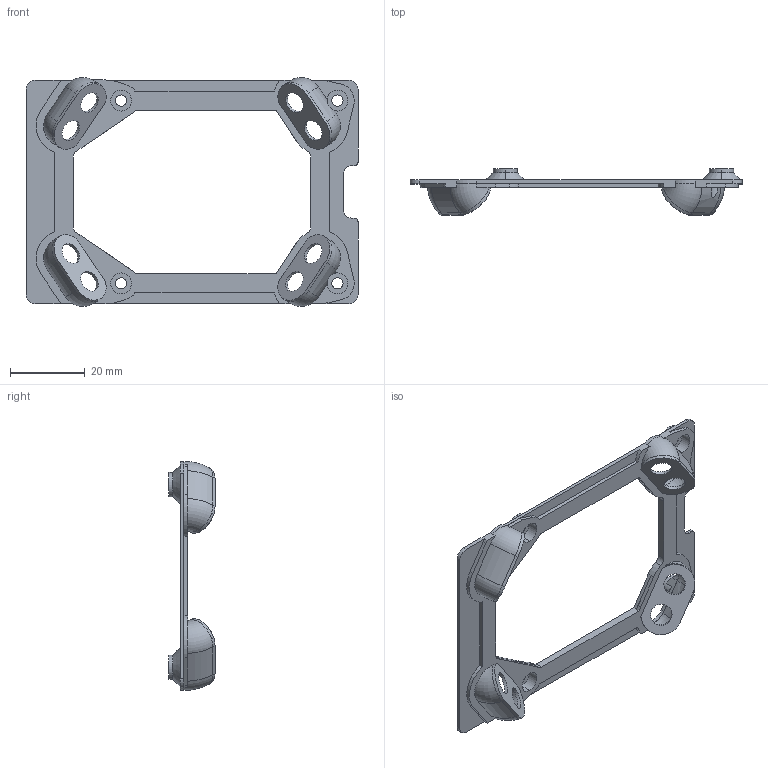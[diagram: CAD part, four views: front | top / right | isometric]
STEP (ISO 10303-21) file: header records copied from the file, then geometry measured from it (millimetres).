
FILE_DESCRIPTION (( 'STEP AP214' ), '1' );
FILE_NAME ('VibroNavio2top_rev_A.STEP', '2016-06-30T11:30:50', ( 'Alex' ), ( '' ), 'SwSTEP 2.0', 'SolidWorks 2016', '' );
FILE_SCHEMA (( 'AUTOMOTIVE_DESIGN' ));
Length unit declared in the file: millimetre
Products named in the file (2): VibroNavio2top_rev_A
Bounding box: 89 x 12.35 x 61.39 mm (x, y, z)
Volume: 4988.7 mm3; surface area: 8575.4 mm2
Topology: 1 solids, 1 shells, 262 faces, 715 edges, 459 vertices
Faces by surface type: cylinder 118, plane 102, torus 24, cone 18
Entity records: 8827 total; most frequent: CARTESIAN_POINT 2013, DIRECTION 1454, ORIENTED_EDGE 1430, EDGE_CURVE 715, AXIS2_PLACEMENT_3D 563, VERTEX_POINT 459, LINE 328, VECTOR 328
